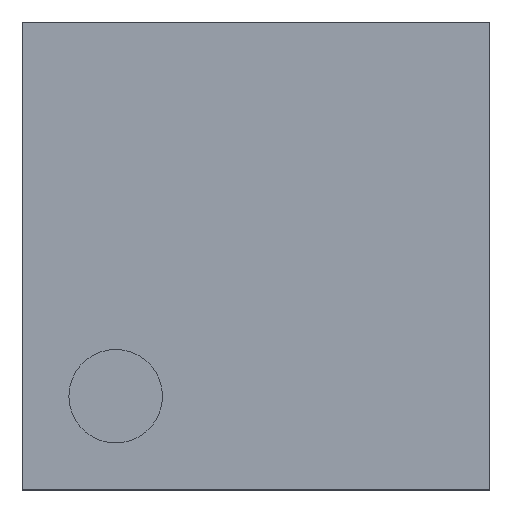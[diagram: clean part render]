
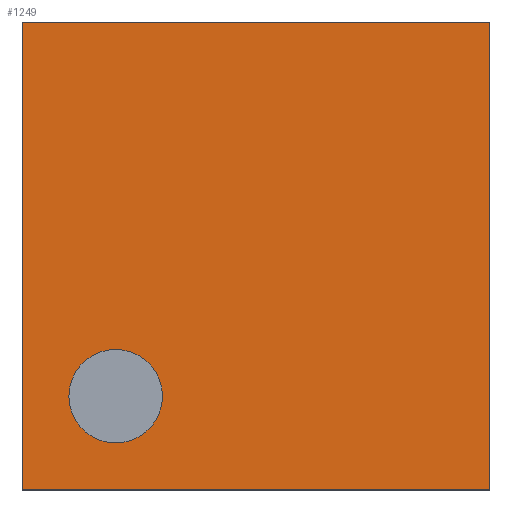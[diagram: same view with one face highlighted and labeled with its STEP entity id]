
A CAD part, top view. The second image highlights one B-rep face of the part: STEP entity #1249.
In plain terms, the highlighted planar face has unit normal (0, 0, 1).
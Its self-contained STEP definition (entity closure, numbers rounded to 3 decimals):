
#5 = VERTEX_POINT ( 'NONE', #2966 ) ;
#27 = CARTESIAN_POINT ( 'NONE',  ( -1., -1., 0.6 ) ) ;
#43 = ORIENTED_EDGE ( 'NONE', *, *, #3293, .T. ) ;
#57 = VERTEX_POINT ( 'NONE', #3267 ) ;
#94 = DIRECTION ( 'NONE',  ( 0., -1., 0. ) ) ;
#96 = AXIS2_PLACEMENT_3D ( 'NONE', #3269, #483, #1222 ) ;
#206 = VERTEX_POINT ( 'NONE', #27 ) ;
#231 = LINE ( 'NONE', #2979, #1948 ) ;
#248 = DIRECTION ( 'NONE',  ( 1., 0., 0. ) ) ;
#348 = EDGE_LOOP ( 'NONE', ( #3619, #3211 ) ) ;
#389 = CARTESIAN_POINT ( 'NONE',  ( -1., 1., 0.6 ) ) ;
#408 = EDGE_CURVE ( 'NONE', #5, #2699, #845, .T. ) ;
#415 = AXIS2_PLACEMENT_3D ( 'NONE', #632, #1732, #2279 ) ;
#452 = PLANE ( 'NONE',  #96 ) ;
#483 = DIRECTION ( 'NONE',  ( 0., 0., 1. ) ) ;
#621 = ORIENTED_EDGE ( 'NONE', *, *, #1475, .T. ) ;
#632 = CARTESIAN_POINT ( 'NONE',  ( -0.6, -0.6, 0.6 ) ) ;
#794 = CARTESIAN_POINT ( 'NONE',  ( 1., 0., 0.6 ) ) ;
#845 = LINE ( 'NONE', #1964, #3042 ) ;
#892 = CARTESIAN_POINT ( 'NONE',  ( -1., 0., 0.6 ) ) ;
#1072 = CARTESIAN_POINT ( 'NONE',  ( -0.6, -0.6, 0.6 ) ) ;
#1190 = CARTESIAN_POINT ( 'NONE',  ( 1., -1., 0.6 ) ) ;
#1193 = VERTEX_POINT ( 'NONE', #2610 ) ;
#1222 = DIRECTION ( 'NONE',  ( 1., 0., 0. ) ) ;
#1249 = ADVANCED_FACE ( 'NONE', ( #1557, #2953 ), #452, .T. ) ;
#1282 = EDGE_CURVE ( 'NONE', #57, #1193, #3191, .T. ) ;
#1302 = DIRECTION ( 'NONE',  ( 0., 1., 0. ) ) ;
#1337 = EDGE_LOOP ( 'NONE', ( #1872, #621, #43, #2604 ) ) ;
#1475 = EDGE_CURVE ( 'NONE', #206, #3138, #231, .T. ) ;
#1557 = FACE_BOUND ( 'NONE', #348, .T. ) ;
#1623 = VECTOR ( 'NONE', #94, 1000. ) ;
#1652 = DIRECTION ( 'NONE',  ( 1., 0., 0. ) ) ;
#1732 = DIRECTION ( 'NONE',  ( 0., 0., -1. ) ) ;
#1872 = ORIENTED_EDGE ( 'NONE', *, *, #2667, .T. ) ;
#1948 = VECTOR ( 'NONE', #248, 1000. ) ;
#1964 = CARTESIAN_POINT ( 'NONE',  ( 0., 1., 0.6 ) ) ;
#2279 = DIRECTION ( 'NONE',  ( 1., 0., 0. ) ) ;
#2604 = ORIENTED_EDGE ( 'NONE', *, *, #408, .T. ) ;
#2610 = CARTESIAN_POINT ( 'NONE',  ( -0.8, -0.6, 0.6 ) ) ;
#2667 = EDGE_CURVE ( 'NONE', #2699, #206, #2830, .T. ) ;
#2699 = VERTEX_POINT ( 'NONE', #389 ) ;
#2830 = LINE ( 'NONE', #892, #1623 ) ;
#2862 = VECTOR ( 'NONE', #1302, 1000. ) ;
#2873 = CIRCLE ( 'NONE', #415, 0.2 ) ;
#2950 = AXIS2_PLACEMENT_3D ( 'NONE', #1072, #3330, #1652 ) ;
#2953 = FACE_OUTER_BOUND ( 'NONE', #1337, .T. ) ;
#2966 = CARTESIAN_POINT ( 'NONE',  ( 1., 1., 0.6 ) ) ;
#2979 = CARTESIAN_POINT ( 'NONE',  ( 0., -1., 0.6 ) ) ;
#2990 = LINE ( 'NONE', #794, #2862 ) ;
#3042 = VECTOR ( 'NONE', #3105, 1000. ) ;
#3105 = DIRECTION ( 'NONE',  ( -1., 0., 0. ) ) ;
#3138 = VERTEX_POINT ( 'NONE', #1190 ) ;
#3142 = EDGE_CURVE ( 'NONE', #1193, #57, #2873, .T. ) ;
#3191 = CIRCLE ( 'NONE', #2950, 0.2 ) ;
#3211 = ORIENTED_EDGE ( 'NONE', *, *, #3142, .T. ) ;
#3267 = CARTESIAN_POINT ( 'NONE',  ( -0.4, -0.6, 0.6 ) ) ;
#3269 = CARTESIAN_POINT ( 'NONE',  ( 0., 0., 0.6 ) ) ;
#3293 = EDGE_CURVE ( 'NONE', #3138, #5, #2990, .T. ) ;
#3330 = DIRECTION ( 'NONE',  ( 0., 0., -1. ) ) ;
#3619 = ORIENTED_EDGE ( 'NONE', *, *, #1282, .T. ) ;
